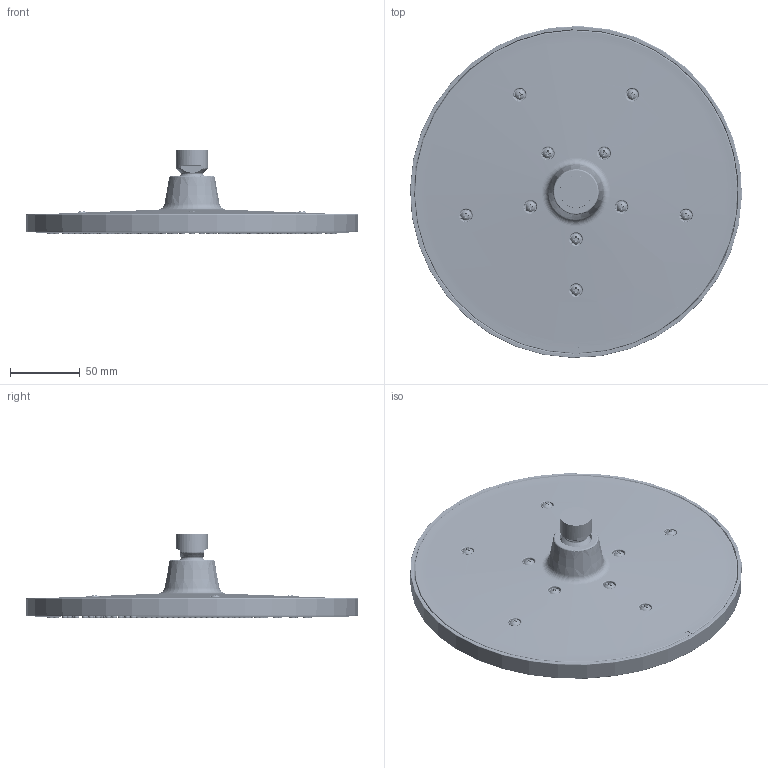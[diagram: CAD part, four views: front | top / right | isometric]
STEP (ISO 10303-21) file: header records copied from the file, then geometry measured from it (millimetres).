
FILE_DESCRIPTION(('3DEXPERIENCE STEP','CAx-IF Rec.Pracs.--- Model Styling and Organization---1.5--- 2016-08-15','CAx-IF Rec.Pracs.---Supplemental Geometry---1.0---2011-11-01','CAx-IF Rec.Pracs.--- Composite Materials ---3.4---2017-06-13','CAx-IF Rec.Pracs.---Tessellated 3D Geometry---1.0---2015-12-17'),'2;1');
FILE_NAME('PPR_1000132967.stp','2025-07-17T11:17:03+00:00',('none'),('none'),'3DEXPERIENCE Platform3DEXPERIENCE R2023x HotFix 5','3DEXPERIENCE Platform STEP AP242 v2','none');
FILE_SCHEMA(('AP242_MANAGED_MODEL_BASED_3D_ENGINEERING_MIM_LF {1 0 10303 442 1 1 4}'));
Length unit declared in the file: millimetre
Products named in the file (6): P-2_HG_Crometta_S_240_1jet_KB_EcoSmart; P-2_Strahlkoerper_KB_OPP_S240_geschraubt; V5_P_2_Strahleinsatz_KB_OPP_S240_ECO_geschr; V5_P_2_Gehaeuseoberteil_KB_OPP_S240_geschr; P-2_Gelenkkugel_D10_KB_Crometta; V5_EJOT_DELTA_PT_Schraube_H40x9-A2
Assembly tree (14 placements, depth 2):
  P-2_HG_Crometta_S_240_1jet_KB_EcoSmart
    P-2_Strahlkoerper_KB_OPP_S240_geschraubt
    V5_P_2_Strahleinsatz_KB_OPP_S240_ECO_geschr
    V5_P_2_Gehaeuseoberteil_KB_OPP_S240_geschr
    P-2_Gelenkkugel_D10_KB_Crometta
    V5_EJOT_DELTA_PT_Schraube_H40x9-A2  x10
Bounding box: 238.37 x 238.37 x 60 mm (x, y, z)
Volume: 930611.1 mm3; surface area: 224737.8 mm2
Topology: 193 solids, 193 shells, 7606 faces, 16733 edges, 10052 vertices
Faces by surface type: cone 2313, bspline 1662, plane 1601, torus 1505, cylinder 494, sphere 31
Entity records: 273283 total; most frequent: CARTESIAN_POINT 138732, ORIENTED_EDGE 31906, DIRECTION 17677, EDGE_CURVE 15953, AXIS2_PLACEMENT_3D 10050, VERTEX_POINT 9566, EDGE_LOOP 8169, ADVANCED_FACE 7282
